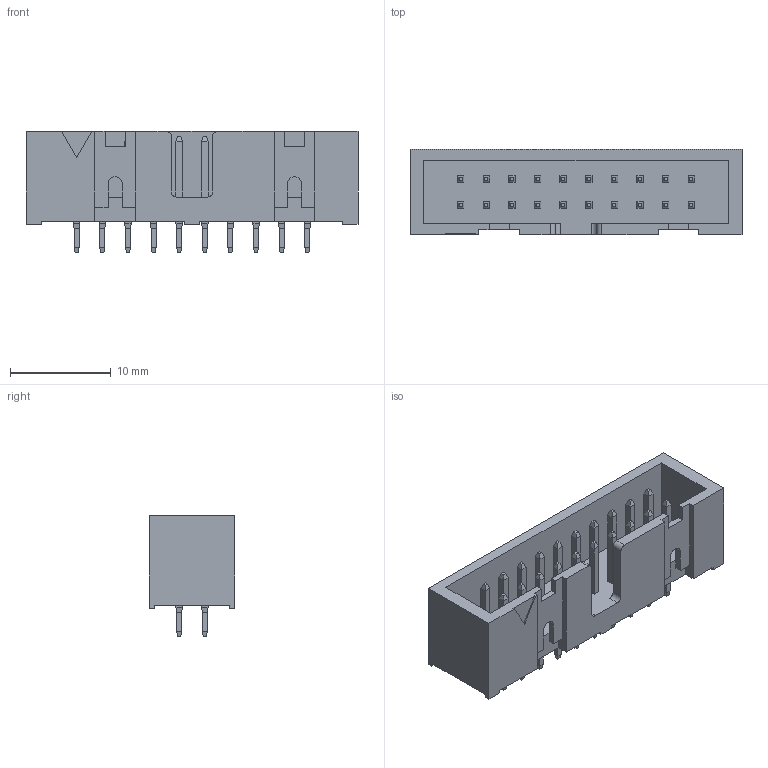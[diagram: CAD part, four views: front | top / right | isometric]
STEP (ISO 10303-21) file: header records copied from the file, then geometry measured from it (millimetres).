
FILE_DESCRIPTION(('CoCreate Modeling STEP Export'),'2;1');
FILE_NAME('HIF3FC-20PA-2.54DSA.stp','2013-02-08T10:17:22',(''),(''),'CoCreate Modeling STEP processor for AP214 (Solid Model)','CoCreate Modeling 17.0 01-Apr-2010 (C) Parametric Technology GmbH','');
FILE_SCHEMA(('AUTOMOTIVE_DESIGN { 1 0 10303 214 1 1 1 1 }'));
Length unit declared in the file: millimetre
Products named in the file (1): HIF3FC-20PA-2.54DSA
Bounding box: 32.9 x 8.5 x 12 mm (x, y, z)
Volume: 1236.3 mm3; surface area: 2153.6 mm2
Topology: 1 solids, 1 shells, 589 faces, 1329 edges, 778 vertices
Faces by surface type: plane 583, cylinder 6
Entity records: 15629 total; most frequent: CARTESIAN_POINT 2682, ORIENTED_EDGE 2658, DIRECTION 2502, EDGE_CURVE 1329, VECTOR 1306, LINE 1306, VERTEX_POINT 778, EDGE_LOOP 629
